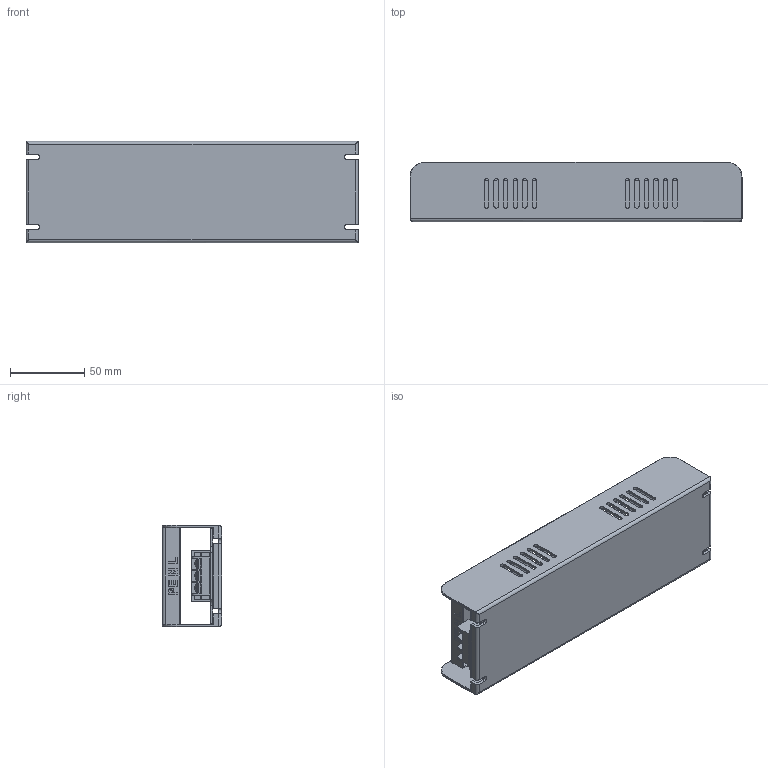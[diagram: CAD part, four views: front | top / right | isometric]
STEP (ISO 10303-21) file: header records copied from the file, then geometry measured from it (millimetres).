
FILE_DESCRIPTION(/* description */ (''),/* implementation_level */ '2;1');
FILE_NAME(/* name */ 'PSU 200W v6.step',/* time_stamp */ '2018-12-29T12:52:55+01:00',/* author */ ('joepluess'),/* organization */ (''),/* preprocessor_version */ 'ST-DEVELOPER v17.2',/* originating_system */ 'Autodesk Translation Framework v7.6.0.251',/* authorisation */ '');
FILE_SCHEMA (('AUTOMOTIVE_DESIGN { 1 0 10303 214 3 1 1 }'));
Length unit declared in the file: millimetre
Products named in the file (5): PSU 200W; LW3B  3P Terminal; 92000A114; LW3B  4P Terminal; 92000A114_1
Assembly tree (9 placements, depth 3):
  PSU 200W
    LW3B  3P Terminal
      92000A114  x3
    LW3B  4P Terminal
      92000A114_1  x4
Bounding box: 223 x 40 x 68 mm (x, y, z)
Volume: 92050.2 mm3; surface area: 127318.5 mm2
Topology: 25 solids, 25 shells, 1311 faces, 3729 edges, 2454 vertices
Faces by surface type: plane 755, cylinder 411, bspline 46, cone 42, sphere 35, torus 22
Full cylindrical faces by diameter (mm): 2.35 x63, 2.5 x14, 3 x56, 6 x7
Entity records: 38561 total; most frequent: CARTESIAN_POINT 10651, ORIENTED_EDGE 5960, DIRECTION 5532, EDGE_CURVE 2980, LINE 2166, VECTOR 2166, VERTEX_POINT 1954, AXIS2_PLACEMENT_3D 1683
